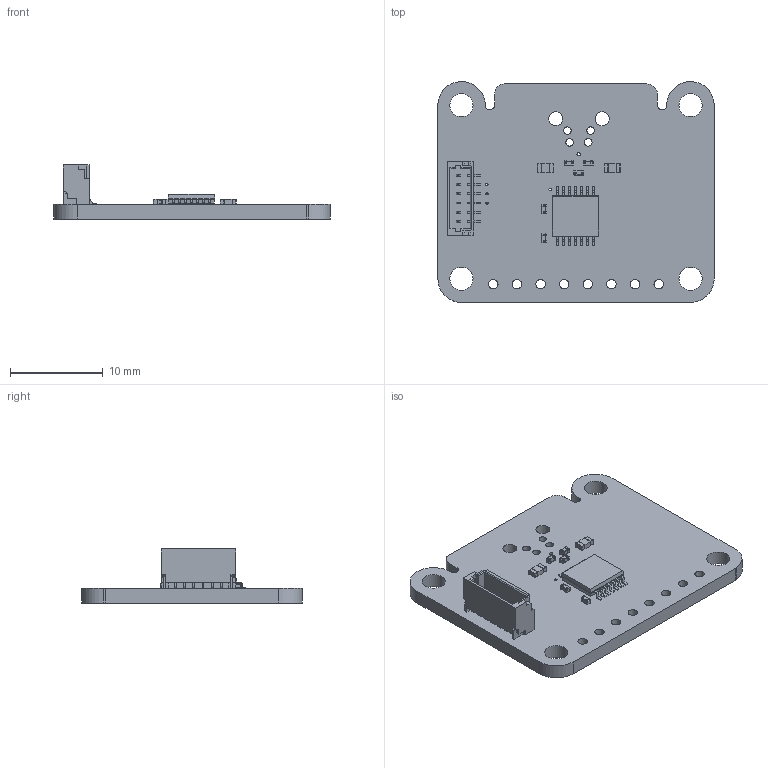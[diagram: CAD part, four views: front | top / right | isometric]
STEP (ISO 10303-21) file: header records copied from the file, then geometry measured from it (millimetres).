
FILE_DESCRIPTION(/* description */ (''),/* implementation_level */ '2;1');
FILE_NAME(/* name */ 'Laskakit-MAX31856 v1.step',/* time_stamp */ '2024-01-19T08:47:35+01:00',/* author */ (''),/* organization */ (''),/* preprocessor_version */ 'ST-DEVELOPER v20',/* originating_system */ 'Autodesk Translation Framework v12.14.0.127',/* authorisation */ '');
FILE_SCHEMA (('AUTOMOTIVE_DESIGN { 1 0 10303 214 3 1 1 }'));
Length unit declared in the file: millimetre
Products named in the file (14): Laskakit-MAX31856; Board; Packages; C0402; Pin1; Pin2; CeramicBody; LASKKIT_10MM_SILKSCREEN; SPI_4MM_SILKSCREEN; USUP_4MM_SILKSCREEN; 1X06_1MM_RA_VERT; 2,5-PAD; SOP65P640X110-14N; R0603
Assembly tree (21 placements, depth 4):
  Laskakit-MAX31856
    Board
    Packages
      C0402  x5
        Pin1
        Pin2
        CeramicBody
      LASKKIT_10MM_SILKSCREEN
      SPI_4MM_SILKSCREEN
      USUP_4MM_SILKSCREEN
      1X06_1MM_RA_VERT
      2,5-PAD  x4
      SOP65P640X110-14N
      R0603  x2
Bounding box: 29.72 x 23.75 x 5.82 mm (x, y, z)
Volume: 1102.7 mm3; surface area: 1989.1 mm2
Topology: 42 solids, 42 shells, 1111 faces, 2802 edges, 1758 vertices
Faces by surface type: plane 614, cylinder 335, bspline 90, sphere 72
Full cylindrical faces by diameter (mm): 0.25 x6, 0.35 x1, 0.813 x4, 1.016 x8, 1.5 x2, 2.5 x4
Entity records: 24443 total; most frequent: CARTESIAN_POINT 5220, ORIENTED_EDGE 3860, DIRECTION 3778, EDGE_CURVE 1930, LINE 1494, VECTOR 1494, VERTEX_POINT 1254, AXIS2_PLACEMENT_3D 1142
